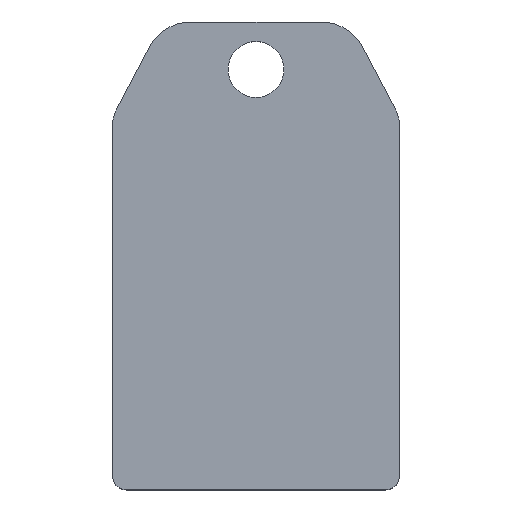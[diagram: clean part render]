
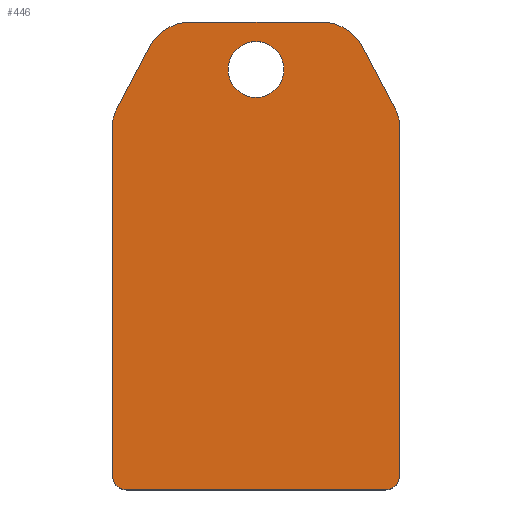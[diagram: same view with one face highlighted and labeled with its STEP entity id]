
A CAD part, top view. The second image highlights one B-rep face of the part: STEP entity #446.
In plain terms, the highlighted planar face has unit normal (0, 0, 1).
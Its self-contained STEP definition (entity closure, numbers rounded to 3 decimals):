
#19=FACE_BOUND('',#78,.T.);
#25=PLANE('',#503);
#50=FACE_OUTER_BOUND('',#77,.T.);
#77=EDGE_LOOP('',(#352,#353,#354,#355,#356,#357,#358,#359,#360,#361,#362,
#363));
#78=EDGE_LOOP('',(#364));
#104=LINE('',#731,#141);
#110=LINE('',#749,#147);
#114=LINE('',#756,#151);
#115=LINE('',#760,#152);
#116=LINE('',#764,#153);
#117=LINE('',#768,#154);
#141=VECTOR('',#590,10.);
#147=VECTOR('',#610,10.);
#151=VECTOR('',#616,10.);
#152=VECTOR('',#619,10.);
#153=VECTOR('',#622,10.);
#154=VECTOR('',#625,10.);
#177=CIRCLE('',#494,0.75);
#179=CIRCLE('',#501,0.75);
#180=CIRCLE('',#504,2.);
#181=CIRCLE('',#505,2.5);
#182=CIRCLE('',#506,2.5);
#183=CIRCLE('',#507,2.);
#184=CIRCLE('',#508,1.5);
#203=VERTEX_POINT('',#719);
#204=VERTEX_POINT('',#721);
#207=VERTEX_POINT('',#729);
#210=VERTEX_POINT('',#742);
#211=VERTEX_POINT('',#744);
#212=VERTEX_POINT('',#748);
#215=VERTEX_POINT('',#757);
#216=VERTEX_POINT('',#759);
#217=VERTEX_POINT('',#761);
#218=VERTEX_POINT('',#763);
#219=VERTEX_POINT('',#765);
#220=VERTEX_POINT('',#767);
#221=VERTEX_POINT('',#770);
#250=EDGE_CURVE('',#203,#204,#177,.T.);
#255=EDGE_CURVE('',#203,#207,#104,.T.);
#261=EDGE_CURVE('',#210,#211,#179,.T.);
#263=EDGE_CURVE('',#212,#211,#110,.T.);
#267=EDGE_CURVE('',#210,#204,#114,.T.);
#268=EDGE_CURVE('',#215,#207,#180,.T.);
#269=EDGE_CURVE('',#216,#215,#115,.T.);
#270=EDGE_CURVE('',#217,#216,#181,.T.);
#271=EDGE_CURVE('',#218,#217,#116,.T.);
#272=EDGE_CURVE('',#219,#218,#182,.T.);
#273=EDGE_CURVE('',#220,#219,#117,.T.);
#274=EDGE_CURVE('',#212,#220,#183,.T.);
#275=EDGE_CURVE('',#221,#221,#184,.T.);
#352=ORIENTED_EDGE('',*,*,#261,.F.);
#353=ORIENTED_EDGE('',*,*,#267,.T.);
#354=ORIENTED_EDGE('',*,*,#250,.F.);
#355=ORIENTED_EDGE('',*,*,#255,.T.);
#356=ORIENTED_EDGE('',*,*,#268,.F.);
#357=ORIENTED_EDGE('',*,*,#269,.F.);
#358=ORIENTED_EDGE('',*,*,#270,.F.);
#359=ORIENTED_EDGE('',*,*,#271,.F.);
#360=ORIENTED_EDGE('',*,*,#272,.F.);
#361=ORIENTED_EDGE('',*,*,#273,.F.);
#362=ORIENTED_EDGE('',*,*,#274,.F.);
#363=ORIENTED_EDGE('',*,*,#263,.T.);
#364=ORIENTED_EDGE('',*,*,#275,.T.);
#446=ADVANCED_FACE('',(#50,#19),#25,.T.);
#494=AXIS2_PLACEMENT_3D('',#722,#582,#583);
#501=AXIS2_PLACEMENT_3D('',#745,#605,#606);
#503=AXIS2_PLACEMENT_3D('',#755,#614,#615);
#504=AXIS2_PLACEMENT_3D('',#758,#617,#618);
#505=AXIS2_PLACEMENT_3D('',#762,#620,#621);
#506=AXIS2_PLACEMENT_3D('',#766,#623,#624);
#507=AXIS2_PLACEMENT_3D('',#769,#626,#627);
#508=AXIS2_PLACEMENT_3D('',#771,#628,#629);
#582=DIRECTION('center_axis',(0.,0.,-1.));
#583=DIRECTION('ref_axis',(0.707,-0.707,0.));
#590=DIRECTION('',(0.,1.,0.));
#605=DIRECTION('center_axis',(0.,0.,-1.));
#606=DIRECTION('ref_axis',(-0.707,-0.707,0.));
#610=DIRECTION('',(0.,-1.,0.));
#614=DIRECTION('center_axis',(0.,0.,1.));
#615=DIRECTION('ref_axis',(1.,0.,0.));
#616=DIRECTION('',(1.,0.,0.));
#617=DIRECTION('center_axis',(0.,0.,-1.));
#618=DIRECTION('ref_axis',(0.971,0.241,0.));
#619=DIRECTION('',(0.468,-0.884,0.));
#620=DIRECTION('center_axis',(0.,0.,-1.));
#621=DIRECTION('ref_axis',(0.516,0.857,0.));
#622=DIRECTION('',(1.,0.,0.));
#623=DIRECTION('center_axis',(0.,0.,-1.));
#624=DIRECTION('ref_axis',(-0.516,0.857,0.));
#625=DIRECTION('',(0.468,0.884,0.));
#626=DIRECTION('center_axis',(0.,0.,-1.));
#627=DIRECTION('ref_axis',(-0.971,0.241,0.));
#628=DIRECTION('center_axis',(0.,0.,-1.));
#629=DIRECTION('ref_axis',(-1.,0.,0.));
#719=CARTESIAN_POINT('',(15.4,0.75,8.));
#721=CARTESIAN_POINT('',(14.65,0.,8.));
#722=CARTESIAN_POINT('Origin',(14.65,0.75,8.));
#729=CARTESIAN_POINT('',(15.4,19.503,8.));
#731=CARTESIAN_POINT('',(15.4,0.,8.));
#742=CARTESIAN_POINT('',(0.75,0.,8.));
#744=CARTESIAN_POINT('',(0.,0.75,8.));
#745=CARTESIAN_POINT('Origin',(0.75,0.75,8.));
#748=CARTESIAN_POINT('',(0.,19.503,8.));
#749=CARTESIAN_POINT('',(0.,20.,8.));
#755=CARTESIAN_POINT('Origin',(7.7,10.,8.));
#756=CARTESIAN_POINT('',(0.,0.,8.));
#757=CARTESIAN_POINT('',(15.168,20.439,8.));
#758=CARTESIAN_POINT('Origin',(13.4,19.503,8.));
#759=CARTESIAN_POINT('',(13.404,23.77,8.));
#760=CARTESIAN_POINT('',(12.7,25.1,8.));
#761=CARTESIAN_POINT('',(11.195,25.1,8.));
#762=CARTESIAN_POINT('Origin',(11.195,22.6,8.));
#763=CARTESIAN_POINT('',(4.205,25.1,8.));
#764=CARTESIAN_POINT('',(2.7,25.1,8.));
#765=CARTESIAN_POINT('',(1.996,23.77,8.));
#766=CARTESIAN_POINT('Origin',(4.205,22.6,8.));
#767=CARTESIAN_POINT('',(0.232,20.439,8.));
#768=CARTESIAN_POINT('',(0.,20.,8.));
#769=CARTESIAN_POINT('Origin',(2.,19.503,8.));
#770=CARTESIAN_POINT('',(9.2,22.55,8.));
#771=CARTESIAN_POINT('Origin',(7.7,22.55,8.));
